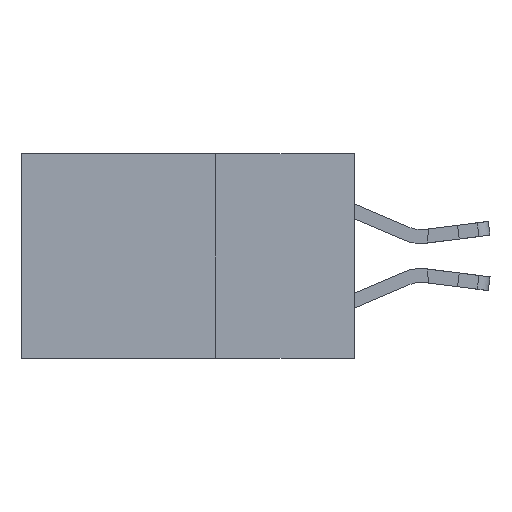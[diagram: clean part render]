
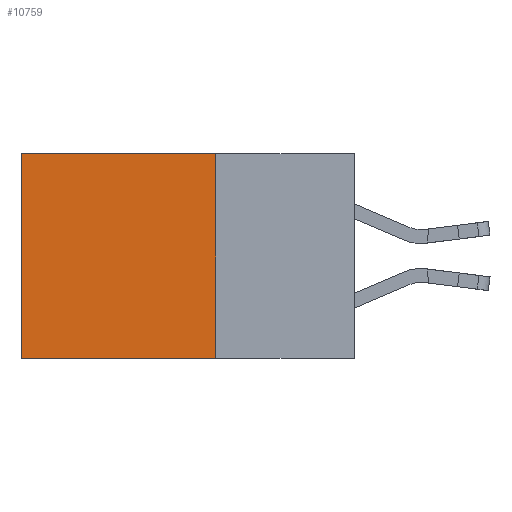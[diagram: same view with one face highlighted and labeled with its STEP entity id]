
A CAD part, left-side view. The second image highlights one B-rep face of the part: STEP entity #10759.
In plain terms, the highlighted planar face has unit normal (-1, 0, 0).
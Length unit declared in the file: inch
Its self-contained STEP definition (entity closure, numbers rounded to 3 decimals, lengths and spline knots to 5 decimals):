
#424 = VECTOR ( 'NONE', #6976, 39.37008 ) ;
#800 = DIRECTION ( 'NONE',  ( 0., 0., -1. ) ) ;
#2405 = ORIENTED_EDGE ( 'NONE', *, *, #9585, .T. ) ;
#2542 = EDGE_LOOP ( 'NONE', ( #15665, #14255, #11707, #2405 ) ) ;
#2816 = CARTESIAN_POINT ( 'NONE',  ( 0.2615, 0.25, -0.37 ) ) ;
#3051 = LINE ( 'NONE', #7031, #18675 ) ;
#3164 = VECTOR ( 'NONE', #7469, 39.37008 ) ;
#4125 = CARTESIAN_POINT ( 'NONE',  ( 0.2615, 0.6, 0. ) ) ;
#4809 = DIRECTION ( 'NONE',  ( 0., 1., 0. ) ) ;
#5930 = CARTESIAN_POINT ( 'NONE',  ( 0.2615, 0.25, 0. ) ) ;
#6638 = VERTEX_POINT ( 'NONE', #13252 ) ;
#6976 = DIRECTION ( 'NONE',  ( 0., 0., -1. ) ) ;
#7031 = CARTESIAN_POINT ( 'NONE',  ( 0.2615, 0.25, -0.37 ) ) ;
#7106 = LINE ( 'NONE', #15441, #14227 ) ;
#7202 = LINE ( 'NONE', #5930, #3164 ) ;
#7469 = DIRECTION ( 'NONE',  ( 0., 1., 0. ) ) ;
#7687 = CARTESIAN_POINT ( 'NONE',  ( 0.2615, 0.25, 0. ) ) ;
#8419 = CARTESIAN_POINT ( 'NONE',  ( 0.2615, 0.25, -0.37 ) ) ;
#8502 = VERTEX_POINT ( 'NONE', #4125 ) ;
#8558 = DIRECTION ( 'NONE',  ( 0., 0., -1. ) ) ;
#9585 = EDGE_CURVE ( 'NONE', #13171, #8502, #7202, .T. ) ;
#9958 = DIRECTION ( 'NONE',  ( 1., 0., 0. ) ) ;
#10045 = CARTESIAN_POINT ( 'NONE',  ( 0.2615, 0.6, -0.37 ) ) ;
#10759 = ADVANCED_FACE ( 'NONE', ( #15704 ), #17479, .F. ) ;
#11707 = ORIENTED_EDGE ( 'NONE', *, *, #12856, .F. ) ;
#11773 = EDGE_CURVE ( 'NONE', #18264, #6638, #7106, .T. ) ;
#12856 = EDGE_CURVE ( 'NONE', #13171, #18264, #3051, .T. ) ;
#13167 = AXIS2_PLACEMENT_3D ( 'NONE', #8419, #9958, #800 ) ;
#13171 = VERTEX_POINT ( 'NONE', #7687 ) ;
#13252 = CARTESIAN_POINT ( 'NONE',  ( 0.2615, 0.6, -0.37 ) ) ;
#14227 = VECTOR ( 'NONE', #4809, 39.37008 ) ;
#14255 = ORIENTED_EDGE ( 'NONE', *, *, #11773, .F. ) ;
#15441 = CARTESIAN_POINT ( 'NONE',  ( 0.2615, 0.25, -0.37 ) ) ;
#15665 = ORIENTED_EDGE ( 'NONE', *, *, #19386, .T. ) ;
#15704 = FACE_OUTER_BOUND ( 'NONE', #2542, .T. ) ;
#16166 = LINE ( 'NONE', #10045, #424 ) ;
#17479 = PLANE ( 'NONE',  #13167 ) ;
#18264 = VERTEX_POINT ( 'NONE', #2816 ) ;
#18675 = VECTOR ( 'NONE', #8558, 39.37008 ) ;
#19386 = EDGE_CURVE ( 'NONE', #8502, #6638, #16166, .T. ) ;
